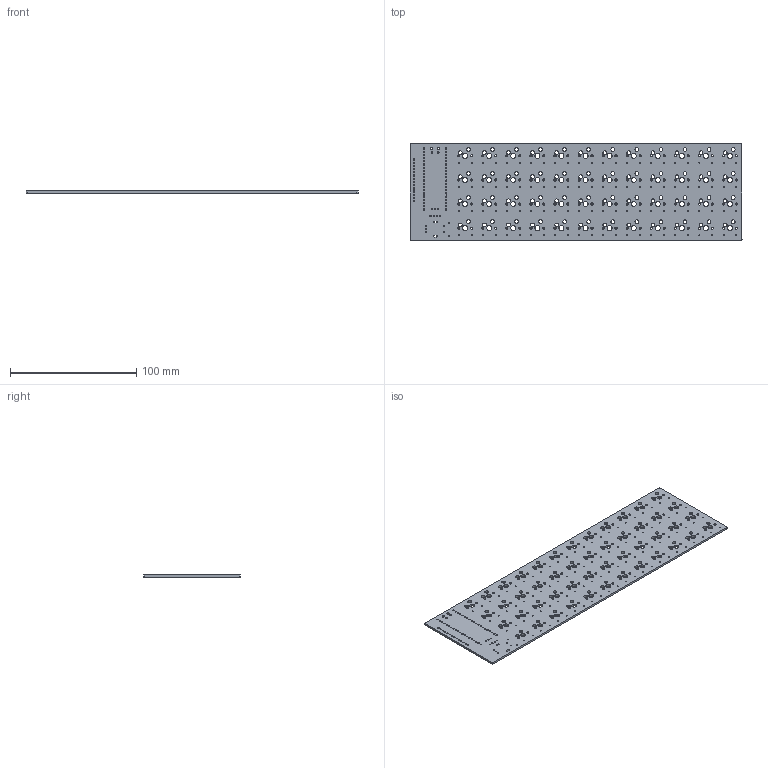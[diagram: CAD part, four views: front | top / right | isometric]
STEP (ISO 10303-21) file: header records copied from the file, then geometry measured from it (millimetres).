
FILE_DESCRIPTION(('KiCad electronic assembly'),'2;1');
FILE_NAME('PiPan-Keyboard.step','2023-04-17T22:28:52',('Pcbnew'),( 'Kicad'),'Open CASCADE STEP processor 7.6','KiCad to STEP converter' ,'Unknown');
FILE_SCHEMA(('AUTOMOTIVE_DESIGN { 1 0 10303 214 1 1 1 1 }'));
Length unit declared in the file: millimetre
Products named in the file (2): PiPan-Keyboard 1; PiPan-Keyboard PCB
Assembly tree (1 placements, depth 2):
  PiPan-Keyboard 1
    PiPan-Keyboard PCB
Bounding box: 262.73 x 76.2 x 1.6 mm (x, y, z)
Volume: 29447.3 mm3; surface area: 41909.3 mm2
Topology: 1 solids, 1 shells, 426 faces, 1272 edges, 848 vertices
Faces by surface type: cylinder 416, plane 10
Full cylindrical faces by diameter (mm): 0.8 x98, 1 x23, 1.02 x43, 1.5 x2, 1.702 x96, 1.8 x2, 3 x96, 3.988 x48
Entity records: 35567 total; most frequent: CARTESIAN_POINT 10084, DIRECTION 4672, ORIENTED_EDGE 2544, PCURVE 2544, DEFINITIONAL_REPRESENTATION 2544, LINE 2152, VECTOR 2152, EDGE_CURVE 1272
